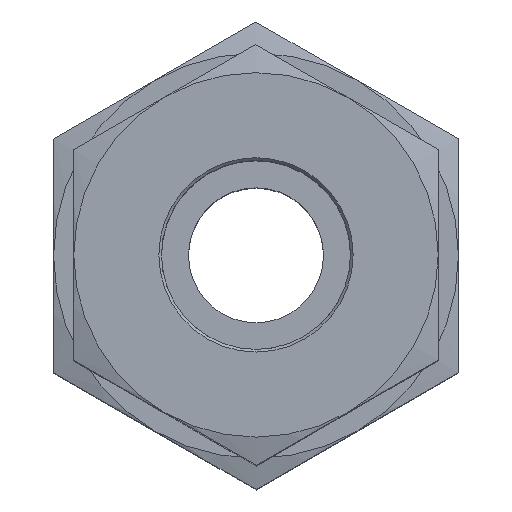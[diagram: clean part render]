
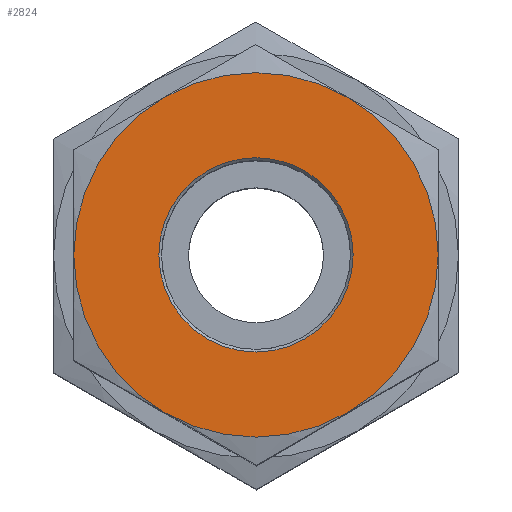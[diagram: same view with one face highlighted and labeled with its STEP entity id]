
A CAD part, top view. The second image highlights one B-rep face of the part: STEP entity #2824.
In plain terms, the highlighted planar face has unit normal (0, 0, 1).
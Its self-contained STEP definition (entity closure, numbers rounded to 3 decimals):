
#2728=CARTESIAN_POINT('',(7.2,0.,20.5));
#2729=VERTEX_POINT('',#2728);
#2730=CARTESIAN_POINT('',(0.0,0.0,20.5));
#2731=DIRECTION('',(0.0,0.0,1.0));
#2732=DIRECTION('',(-1.0,0.0,0.0));
#2733=AXIS2_PLACEMENT_3D('',#2730,#2731,#2732);
#2734=CIRCLE('',#2733,7.2);
#2735=EDGE_CURVE('',#2729,#2729,#2734,.T.);
#2760=CARTESIAN_POINT('',(0.,0.0,20.5));
#2761=DIRECTION('',(0.0,0.0,1.0));
#2762=DIRECTION('',(1.0,0.0,0.0));
#2763=AXIS2_PLACEMENT_3D('',#2760,#2761,#2762);
#2764=PLANE('',#2763);
#2765=CARTESIAN_POINT('',(-6.75,-11.691,20.5));
#2766=VERTEX_POINT('',#2765);
#2767=CARTESIAN_POINT('',(6.75,-11.691,20.5));
#2768=VERTEX_POINT('',#2767);
#2769=CARTESIAN_POINT('',(0.0,0.0,20.5));
#2770=DIRECTION('',(0.0,0.0,1.0));
#2771=DIRECTION('',(-0.5,-0.866,0.0));
#2772=AXIS2_PLACEMENT_3D('',#2769,#2770,#2771);
#2773=CIRCLE('',#2772,13.5);
#2774=EDGE_CURVE('',#2766,#2768,#2773,.T.);
#2775=ORIENTED_EDGE('',*,*,#2774,.T.);
#2776=CARTESIAN_POINT('',(13.5,0.,20.5));
#2777=VERTEX_POINT('',#2776);
#2778=CARTESIAN_POINT('',(0.0,0.0,20.5));
#2779=DIRECTION('',(0.0,0.0,1.0));
#2780=DIRECTION('',(-0.5,-0.866,0.0));
#2781=AXIS2_PLACEMENT_3D('',#2778,#2779,#2780);
#2782=CIRCLE('',#2781,13.5);
#2783=EDGE_CURVE('',#2768,#2777,#2782,.T.);
#2784=ORIENTED_EDGE('',*,*,#2783,.T.);
#2785=CARTESIAN_POINT('',(6.75,11.691,20.5));
#2786=VERTEX_POINT('',#2785);
#2787=CARTESIAN_POINT('',(0.0,0.0,20.5));
#2788=DIRECTION('',(0.0,0.0,1.0));
#2789=DIRECTION('',(-0.5,-0.866,0.0));
#2790=AXIS2_PLACEMENT_3D('',#2787,#2788,#2789);
#2791=CIRCLE('',#2790,13.5);
#2792=EDGE_CURVE('',#2777,#2786,#2791,.T.);
#2793=ORIENTED_EDGE('',*,*,#2792,.T.);
#2794=CARTESIAN_POINT('',(-6.75,11.691,20.5));
#2795=VERTEX_POINT('',#2794);
#2796=CARTESIAN_POINT('',(0.0,0.0,20.5));
#2797=DIRECTION('',(0.0,0.0,1.0));
#2798=DIRECTION('',(-0.5,-0.866,0.0));
#2799=AXIS2_PLACEMENT_3D('',#2796,#2797,#2798);
#2800=CIRCLE('',#2799,13.5);
#2801=EDGE_CURVE('',#2786,#2795,#2800,.T.);
#2802=ORIENTED_EDGE('',*,*,#2801,.T.);
#2803=CARTESIAN_POINT('',(-13.5,0.0,20.5));
#2804=VERTEX_POINT('',#2803);
#2805=CARTESIAN_POINT('',(0.0,0.0,20.5));
#2806=DIRECTION('',(0.0,0.0,1.0));
#2807=DIRECTION('',(-0.5,-0.866,0.0));
#2808=AXIS2_PLACEMENT_3D('',#2805,#2806,#2807);
#2809=CIRCLE('',#2808,13.5);
#2810=EDGE_CURVE('',#2795,#2804,#2809,.T.);
#2811=ORIENTED_EDGE('',*,*,#2810,.T.);
#2812=CARTESIAN_POINT('',(0.0,0.0,20.5));
#2813=DIRECTION('',(0.0,0.0,1.0));
#2814=DIRECTION('',(-0.5,-0.866,0.0));
#2815=AXIS2_PLACEMENT_3D('',#2812,#2813,#2814);
#2816=CIRCLE('',#2815,13.5);
#2817=EDGE_CURVE('',#2804,#2766,#2816,.T.);
#2818=ORIENTED_EDGE('',*,*,#2817,.T.);
#2819=EDGE_LOOP('',(#2775,#2784,#2793,#2802,#2811,#2818));
#2820=FACE_OUTER_BOUND('',#2819,.T.);
#2821=ORIENTED_EDGE('',*,*,#2735,.F.);
#2822=EDGE_LOOP('',(#2821));
#2823=FACE_BOUND('',#2822,.T.);
#2824=ADVANCED_FACE('',(#2820,#2823),#2764,.T.);
